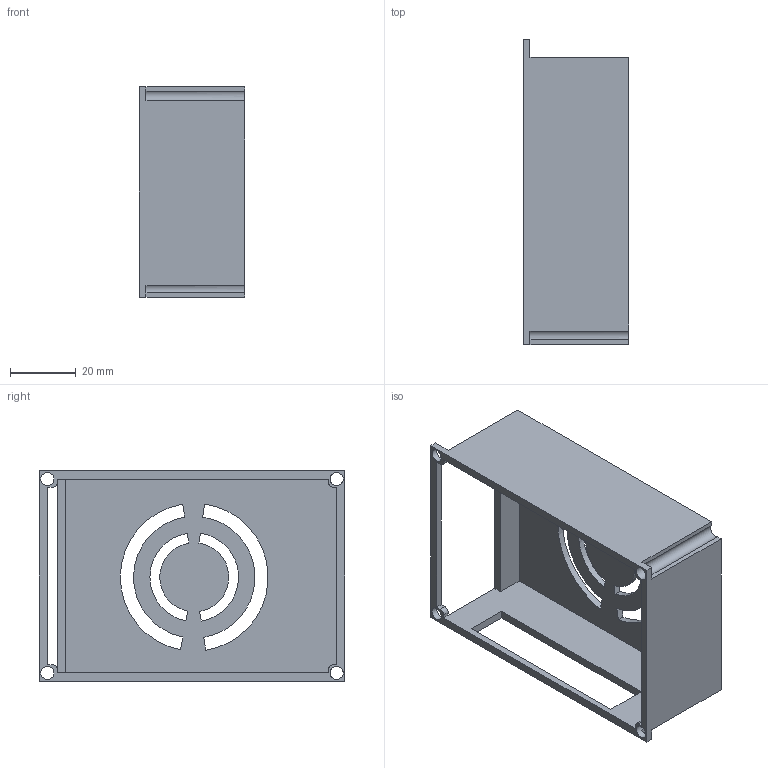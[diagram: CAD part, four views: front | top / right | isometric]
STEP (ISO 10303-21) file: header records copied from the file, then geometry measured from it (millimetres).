
FILE_DESCRIPTION(/* description */ (''),/* implementation_level */ '2;1');
FILE_NAME(/* name */ '',/* time_stamp */ '2023-02-19T14:59:06+03:00',/* author */ (''),/* organization */ (''),/* preprocessor_version */ 'ST-DEVELOPER v19.2',/* originating_system */ 'Autodesk Translation Framework v11.17.0.187',/* authorisation */ '');
FILE_SCHEMA (('AUTOMOTIVE_DESIGN { 1 0 10303 214 3 1 1 }'));
Length unit declared in the file: millimetre
Products named in the file (1): крышка на расбери
Bounding box: 32 x 93 x 64 mm (x, y, z)
Volume: 26196.5 mm3; surface area: 25793.3 mm2
Topology: 1 solids, 1 shells, 59 faces, 178 edges, 118 vertices
Faces by surface type: plane 43, cylinder 16
Full cylindrical faces by diameter (mm): 4 x4
Entity records: 2072 total; most frequent: ORIENTED_EDGE 356, CARTESIAN_POINT 356, DIRECTION 334, EDGE_CURVE 178, LINE 142, VECTOR 142, VERTEX_POINT 118, AXIS2_PLACEMENT_3D 96
